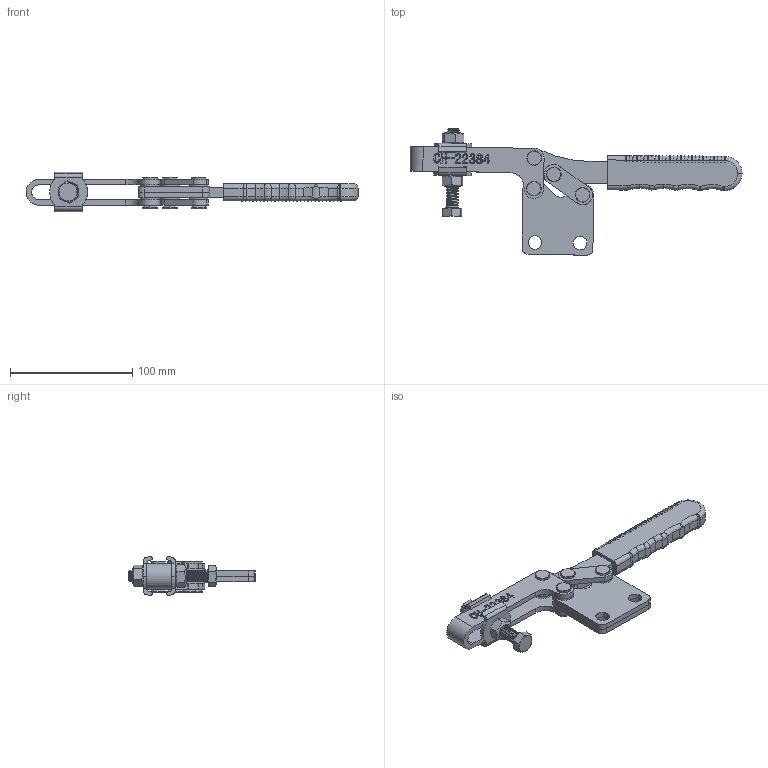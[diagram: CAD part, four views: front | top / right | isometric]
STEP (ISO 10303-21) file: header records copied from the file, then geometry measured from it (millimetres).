
FILE_DESCRIPTION (( 'STEP AP203' ), '1' );
FILE_NAME ('CH-22384.STEP', '2015-08-01T02:01:19', ( '微软用户' ), ( '微软中国' ), 'SwSTEP 2.0', 'SolidWorks 2012', '' );
FILE_SCHEMA (( 'CONFIG_CONTROL_DESIGN' ));
Length unit declared in the file: millimetre
Products named in the file (12): 22384-02; FW120; 01; 106512; CH-22384; M10; 22384-05-01; 21384-04; 22384-01-1; 22384-06; 22384-05-02; 21384-03
Assembly tree (23 placements, depth 2):
  CH-22384
    21384-03
    22384-05-02  x4
    22384-06  x4
    106512
    01
    22384-02
    22384-01-1
    21384-04  x2
    22384-05-01  x4
    FW120  x2
    M10  x2
Bounding box: 271.58 x 103.37 x 32.62 mm (x, y, z)
Volume: 123174 mm3; surface area: 69742.8 mm2
Topology: 24 solids, 24 shells, 1053 faces, 2638 edges, 1661 vertices
Faces by surface type: cylinder 372, plane 357, bspline 191, torus 106, cone 21, sphere 6
Entity records: 41317 total; most frequent: CARTESIAN_POINT 18451, ORIENTED_EDGE 4654, DIRECTION 4067, EDGE_CURVE 2327, VERTEX_POINT 1463, AXIS2_PLACEMENT_3D 1429, LINE 1209, VECTOR 1209
